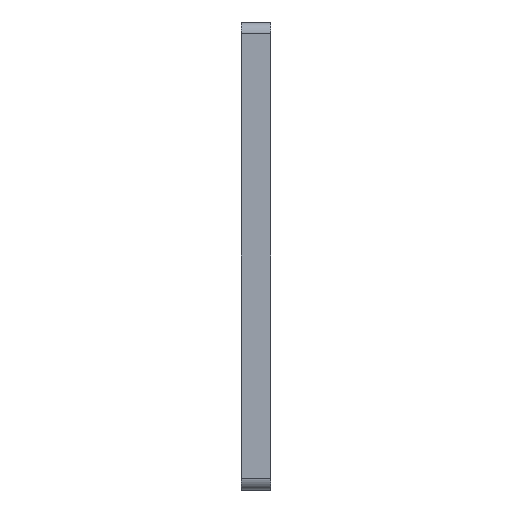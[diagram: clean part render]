
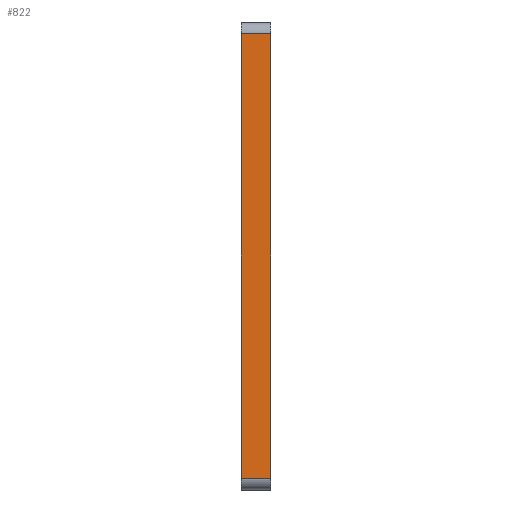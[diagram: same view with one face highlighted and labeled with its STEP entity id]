
A CAD part, left-side view. The second image highlights one B-rep face of the part: STEP entity #822.
In plain terms, the highlighted planar face has unit normal (-1, 0, 0).
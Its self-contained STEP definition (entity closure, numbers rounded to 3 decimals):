
#48=PLANE('',#3219);
#128=FACE_OUTER_BOUND('',#1200,.T.);
#266=LINE('',#4473,#538);
#299=LINE('',#4601,#571);
#305=LINE('',#4622,#577);
#306=LINE('',#4624,#578);
#538=VECTOR('',#3556,1.);
#571=VECTOR('',#3657,1.);
#577=VECTOR('',#3675,1.);
#578=VECTOR('',#3678,1.);
#822=ADVANCED_FACE('',(#128),#48,.T.);
#1200=EDGE_LOOP('',(#1511,#1512,#1513,#1514));
#1511=ORIENTED_EDGE('',*,*,#2645,.F.);
#1512=ORIENTED_EDGE('',*,*,#2634,.F.);
#1513=ORIENTED_EDGE('',*,*,#2646,.F.);
#1514=ORIENTED_EDGE('',*,*,#2570,.F.);
#2268=VERTEX_POINT('',#4472);
#2269=VERTEX_POINT('',#4474);
#2329=VERTEX_POINT('',#4600);
#2330=VERTEX_POINT('',#4602);
#2570=EDGE_CURVE('',#2268,#2269,#266,.T.);
#2634=EDGE_CURVE('',#2329,#2330,#299,.T.);
#2645=EDGE_CURVE('',#2330,#2268,#305,.T.);
#2646=EDGE_CURVE('',#2269,#2329,#306,.T.);
#3219=AXIS2_PLACEMENT_3D('',#4625,#3679,#3680);
#3556=DIRECTION('',(0.,0.,-1.));
#3657=DIRECTION('',(0.,0.,1.));
#3675=DIRECTION('',(0.,-1.,0.));
#3678=DIRECTION('',(0.,1.,0.));
#3679=DIRECTION('',(-1.,0.,0.));
#3680=DIRECTION('',(0.,0.,-1.));
#4472=CARTESIAN_POINT('',(-1132.306,-418.525,89.75));
#4473=CARTESIAN_POINT('',(-1132.306,-418.525,12.25));
#4474=CARTESIAN_POINT('',(-1132.306,-418.525,14.25));
#4600=CARTESIAN_POINT('',(-1132.306,-413.525,14.25));
#4601=CARTESIAN_POINT('',(-1132.306,-413.525,12.25));
#4602=CARTESIAN_POINT('',(-1132.306,-413.525,89.75));
#4622=CARTESIAN_POINT('',(-1132.306,-416.525,89.75));
#4624=CARTESIAN_POINT('',(-1132.306,-416.525,14.25));
#4625=CARTESIAN_POINT('',(-1132.306,-416.525,12.25));
